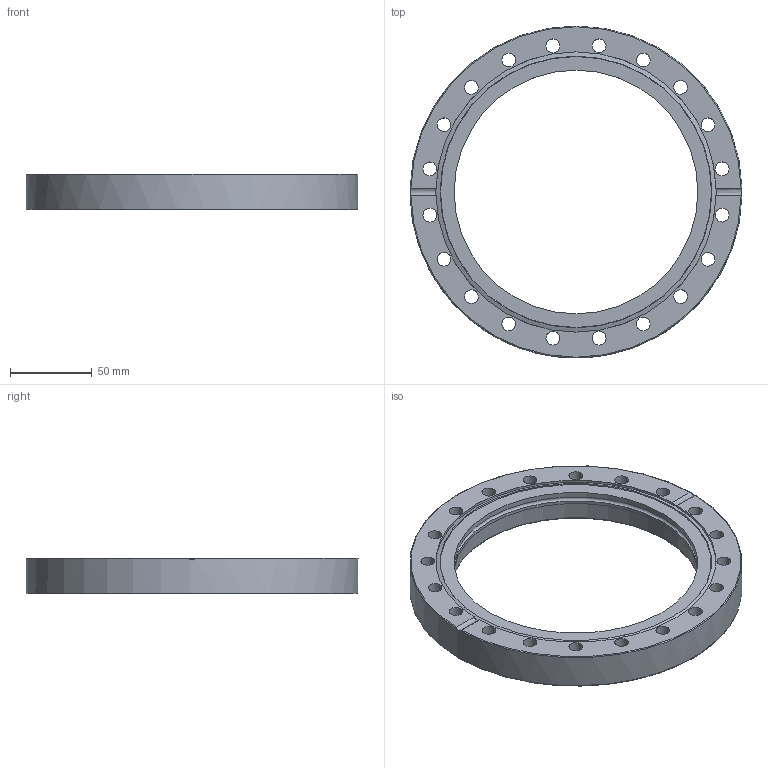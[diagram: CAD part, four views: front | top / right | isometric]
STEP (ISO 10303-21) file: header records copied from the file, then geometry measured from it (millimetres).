
FILE_DESCRIPTION((''),'2;1');
FILE_NAME('F150B152-316LNS.stp','2009-03-13T08:49:40',('hasers'),(''),'Autodesk Inventor 2008','Autodesk Inventor 2008','');
FILE_SCHEMA(('AUTOMOTIVE_DESIGN { 1 0 10303 214 1 1 1 1 }'));
Length unit declared in the file: millimetre
Products named in the file (2): F150B152-316LNS; CF-07 [Keywords [Summary]=1.4429][Company [Summary]=Vacom][Title [Summary]=F150B152]
Assembly tree (1 placements, depth 2):
  F150B152-316LNS
    CF-07 [Keywords [Summary]=1.4429][Company [Summary]=Vacom][Title [Summary]=F150B152]
Bounding box: 203 x 203 x 22 mm (x, y, z)
Volume: 284050.4 mm3; surface area: 64781.4 mm2
Topology: 1 solids, 1 shells, 39 faces, 122 edges, 86 vertices
Faces by surface type: bspline 21, cylinder 6, torus 5, plane 5, cone 2
Full cylindrical faces by diameter (mm): 149 x2, 152.9 x1, 171.4 x1, 203 x1
Entity records: 1564 total; most frequent: CARTESIAN_POINT 646, DIRECTION 162, ORIENTED_EDGE 140, EDGE_LOOP 112, AXIS2_PLACEMENT_3D 79, FACE_BOUND 73, EDGE_CURVE 70, VERTEX_POINT 64
